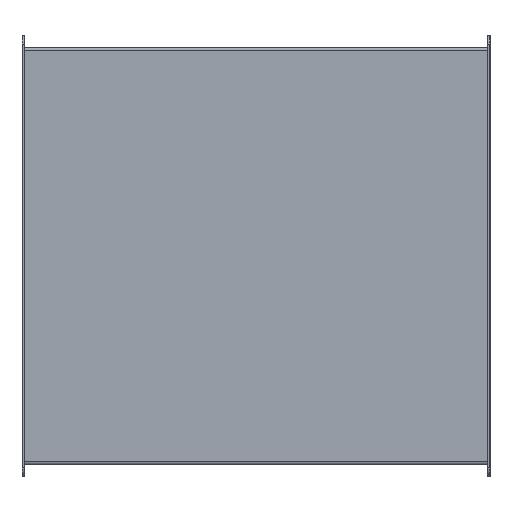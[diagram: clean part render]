
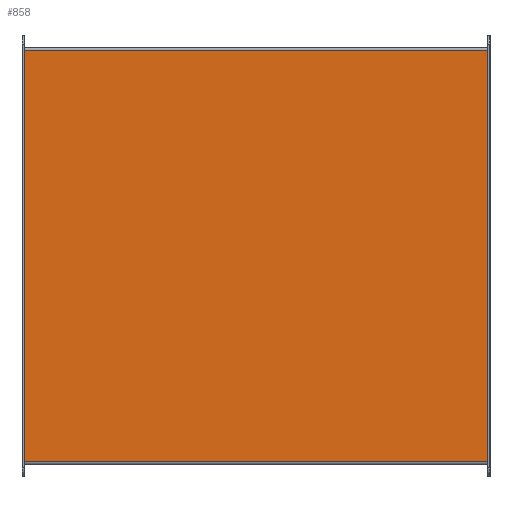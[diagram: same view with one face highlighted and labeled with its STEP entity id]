
A CAD part, front view. The second image highlights one B-rep face of the part: STEP entity #858.
In plain terms, the highlighted planar face has unit normal (0, -1, 0).
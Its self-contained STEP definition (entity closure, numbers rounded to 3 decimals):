
#836 = VERTEX_POINT ( 'NONE', #3029 ) ;
#837 = ORIENTED_EDGE ( 'NONE', *, *, #838, .T. ) ;
#838 = EDGE_CURVE ( 'NONE', #836, #839, #3028, .T. ) ;
#839 = VERTEX_POINT ( 'NONE', #3024 ) ;
#840 = ORIENTED_EDGE ( 'NONE', *, *, #841, .T. ) ;
#841 = EDGE_CURVE ( 'NONE', #839, #862, #3023, .T. ) ;
#858 = ADVANCED_FACE ( 'NONE', ( #3052 ), #3051, .T. ) ;
#859 = EDGE_LOOP ( 'NONE', ( #860, #864, #837, #840 ) ) ;
#860 = ORIENTED_EDGE ( 'NONE', *, *, #861, .T. ) ;
#861 = EDGE_CURVE ( 'NONE', #862, #863, #3049, .T. ) ;
#862 = VERTEX_POINT ( 'NONE', #3042 ) ;
#863 = VERTEX_POINT ( 'NONE', #3104 ) ;
#864 = ORIENTED_EDGE ( 'NONE', *, *, #865, .T. ) ;
#865 = EDGE_CURVE ( 'NONE', #863, #836, #3103, .T. ) ;
#3020 = DIRECTION ( 'NONE',  ( 0., 0., -1. ) ) ;
#3021 = VECTOR ( 'NONE', #3020, 1000. ) ;
#3022 = CARTESIAN_POINT ( 'NONE',  ( -337., -3., 0. ) ) ;
#3023 = LINE ( 'NONE', #3022, #3021 ) ;
#3024 = CARTESIAN_POINT ( 'NONE',  ( -337., -3., -0.737 ) ) ;
#3025 = DIRECTION ( 'NONE',  ( -1., 0., 0. ) ) ;
#3026 = VECTOR ( 'NONE', #3025, 1000. ) ;
#3027 = CARTESIAN_POINT ( 'NONE',  ( -340., -3., -0.737 ) ) ;
#3028 = LINE ( 'NONE', #3027, #3026 ) ;
#3029 = CARTESIAN_POINT ( 'NONE',  ( 337., -3., -0.737 ) ) ;
#3042 = CARTESIAN_POINT ( 'NONE',  ( -337., -3., -599.263 ) ) ;
#3043 = DIRECTION ( 'NONE',  ( 1., 0., 0. ) ) ;
#3044 = VECTOR ( 'NONE', #3043, 1000. ) ;
#3045 = CARTESIAN_POINT ( 'NONE',  ( -340., -3., -599.263 ) ) ;
#3046 = DIRECTION ( 'NONE',  ( 0., 0., -1. ) ) ;
#3047 = DIRECTION ( 'NONE',  ( 0., -1., 0. ) ) ;
#3048 = AXIS2_PLACEMENT_3D ( 'NONE', #3050, #3047, #3046 ) ;
#3049 = LINE ( 'NONE', #3045, #3044 ) ;
#3050 = CARTESIAN_POINT ( 'NONE',  ( -340., -3., 0. ) ) ;
#3051 = PLANE ( 'NONE',  #3048 ) ;
#3052 = FACE_OUTER_BOUND ( 'NONE', #859, .T. ) ;
#3100 = DIRECTION ( 'NONE',  ( 0., 0., 1. ) ) ;
#3101 = VECTOR ( 'NONE', #3100, 1000. ) ;
#3102 = CARTESIAN_POINT ( 'NONE',  ( 337., -3., 0. ) ) ;
#3103 = LINE ( 'NONE', #3102, #3101 ) ;
#3104 = CARTESIAN_POINT ( 'NONE',  ( 337., -3., -599.263 ) ) ;
